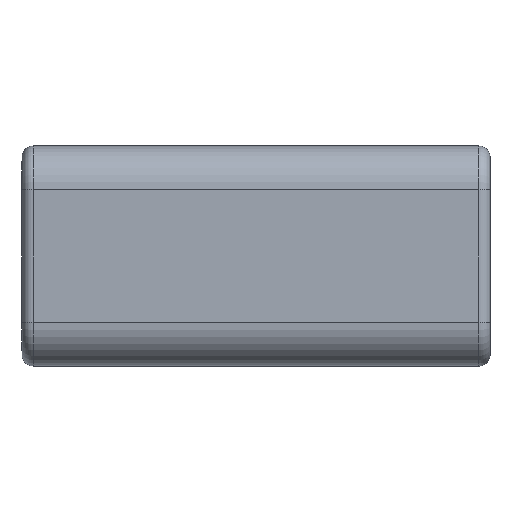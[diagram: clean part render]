
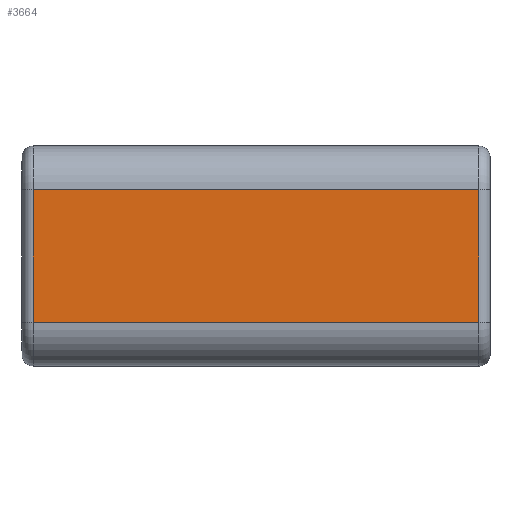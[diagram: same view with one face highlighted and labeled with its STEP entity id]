
A CAD part, left-side view. The second image highlights one B-rep face of the part: STEP entity #3664.
In plain terms, the highlighted planar face has unit normal (-1, 0, 0).
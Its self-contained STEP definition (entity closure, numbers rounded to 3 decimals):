
#263=PLANE('',#3917);
#467=FACE_OUTER_BOUND('',#686,.T.);
#686=EDGE_LOOP('',(#3388,#3389,#3390,#3391));
#1031=LINE('',#6496,#1399);
#1033=LINE('',#6504,#1401);
#1039=LINE('',#6543,#1407);
#1047=LINE('',#6573,#1415);
#1399=VECTOR('',#4618,10.);
#1401=VECTOR('',#4630,10.);
#1407=VECTOR('',#4684,10.);
#1415=VECTOR('',#4724,10.);
#1818=VERTEX_POINT('',#6459);
#1828=VERTEX_POINT('',#6492);
#1829=VERTEX_POINT('',#6499);
#1836=VERTEX_POINT('',#6535);
#2317=EDGE_CURVE('',#1818,#1828,#1031,.T.);
#2322=EDGE_CURVE('',#1829,#1818,#1033,.T.);
#2342=EDGE_CURVE('',#1836,#1829,#1039,.T.);
#2358=EDGE_CURVE('',#1828,#1836,#1047,.T.);
#3388=ORIENTED_EDGE('',*,*,#2317,.T.);
#3389=ORIENTED_EDGE('',*,*,#2358,.T.);
#3390=ORIENTED_EDGE('',*,*,#2342,.T.);
#3391=ORIENTED_EDGE('',*,*,#2322,.T.);
#3664=ADVANCED_FACE('',(#467),#263,.F.);
#3917=AXIS2_PLACEMENT_3D('',#6596,#4758,#4759);
#4618=DIRECTION('',(0.,-1.,0.));
#4630=DIRECTION('',(0.,0.,-1.));
#4684=DIRECTION('',(0.,1.,0.));
#4724=DIRECTION('',(0.,0.,1.));
#4758=DIRECTION('center_axis',(1.,0.,0.));
#4759=DIRECTION('ref_axis',(0.,0.,1.));
#6459=CARTESIAN_POINT('',(-19.5,-21.25,-5.));
#6492=CARTESIAN_POINT('',(-19.5,-41.5,-5.));
#6496=CARTESIAN_POINT('',(-19.5,-20.75,-5.));
#6499=CARTESIAN_POINT('',(-19.5,-21.25,1.));
#6504=CARTESIAN_POINT('',(-19.5,-21.25,-4.5));
#6535=CARTESIAN_POINT('',(-19.5,-41.5,1.));
#6543=CARTESIAN_POINT('',(-19.5,-20.75,1.));
#6573=CARTESIAN_POINT('',(-19.5,-41.5,-4.5));
#6596=CARTESIAN_POINT('Origin',(-19.5,-20.75,-7.));
